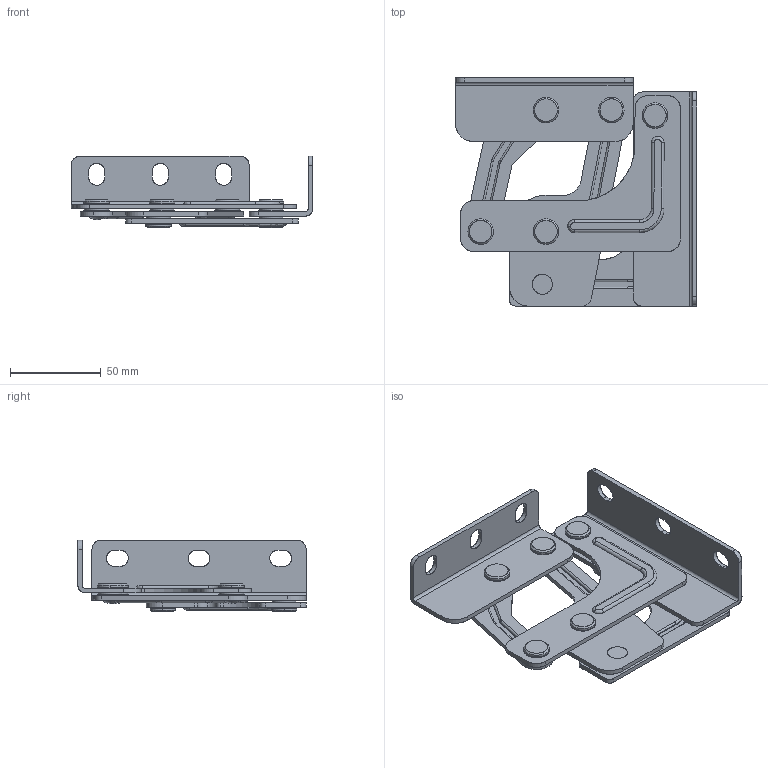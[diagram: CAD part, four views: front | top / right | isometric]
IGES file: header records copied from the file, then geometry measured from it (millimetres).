
Start section: SolidWorks IGES file using analytic representation for surfaces
Global section: file name: B-1864-1-R.IGS,15; native system: HSolidWorks 2014; preprocessor: SolidWorks 2014; author: 1337yo; date: 170720.132233; units: millimetre
Bounding box: 133.04 x 125.74 x 39.5 mm (x, y, z)
Surface area: 72253.7 mm2 (no closed solid volume)
Topology: 0 solids, 0 shells, 469 faces, 8510 edges, 8505 vertices
Faces by surface type: revolution 284, bspline 185
